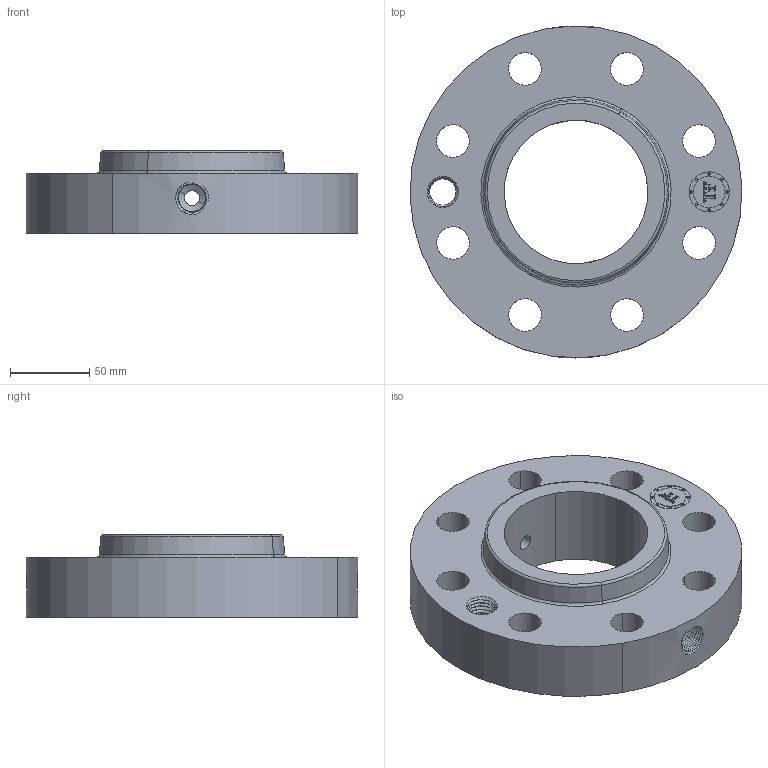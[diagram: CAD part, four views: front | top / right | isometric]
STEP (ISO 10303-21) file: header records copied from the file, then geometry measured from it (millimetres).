
FILE_DESCRIPTION(('3D STEP'),'2;1');
FILE_NAME('3-300-FF-SLIP-ON-ORIF-FLANGE.stp','2013-10-20T06:24:27+00:00',('Texas Flange'),(''),'CATIA Version 5 Release 20 SP 6 (IN-10)','CATIA V5 STEP AP214','800-826-3801');
FILE_SCHEMA(('AUTOMOTIVE_DESIGN { 1 0 10303 214 1 1 1 1 }'));
Length unit declared in the file: inch
Products named in the file (1): 3-300-FF-SLIP-ON-ORIF-FLANGE
Bounding box: 209.49 x 209.55 x 52.32 mm (x, y, z)
Volume: 998001.8 mm3; surface area: 123659.9 mm2
Topology: 1 solids, 1 shells, 764 faces, 2077 edges, 1333 vertices
Faces by surface type: plane 368, bspline 254, cylinder 88, cone 46, revolution 4, torus 4
Entity records: 32228 total; most frequent: CARTESIAN_POINT 13185, ORIENTED_EDGE 4154, EDGE_CURVE 2077, DIRECTION 2050, VERTEX_POINT 1333, VECTOR 1175, LINE 1175, EDGE_LOOP 806
